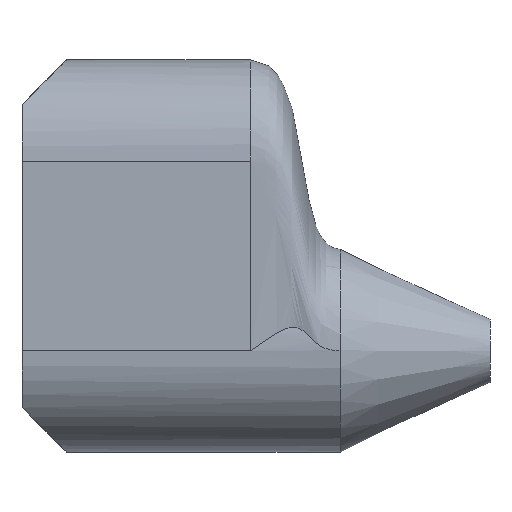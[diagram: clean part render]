
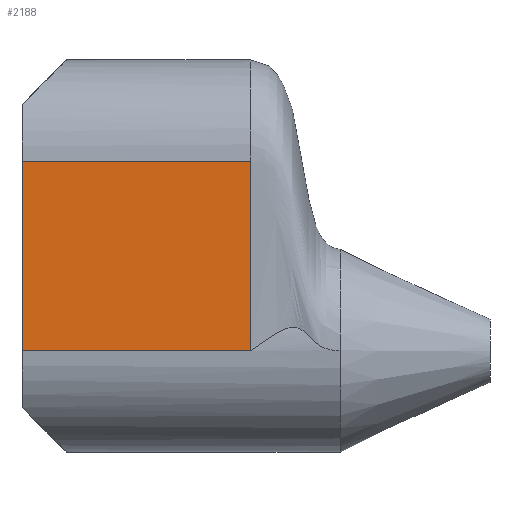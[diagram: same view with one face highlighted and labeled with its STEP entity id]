
A CAD part, front view. The second image highlights one B-rep face of the part: STEP entity #2188.
In plain terms, the highlighted planar face has unit normal (0, -1, 0).
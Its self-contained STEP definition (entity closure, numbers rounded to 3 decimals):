
#89=PLANE('',#2383);
#158=LINE('',#8002,#220);
#160=LINE('',#8724,#222);
#161=LINE('',#8725,#223);
#162=LINE('',#8726,#224);
#220=VECTOR('',#2745,1.);
#222=VECTOR('',#2759,1.);
#223=VECTOR('',#2760,1.);
#224=VECTOR('',#2761,1.);
#378=FACE_OUTER_BOUND('',#513,.T.);
#513=EDGE_LOOP('',(#1941,#1942,#1943,#1944));
#1008=VERTEX_POINT('',#7915);
#1009=VERTEX_POINT('',#8001);
#1012=VERTEX_POINT('',#8722);
#1013=VERTEX_POINT('',#8723);
#1327=EDGE_CURVE('',#1009,#1008,#158,.T.);
#1335=EDGE_CURVE('',#1012,#1013,#160,.T.);
#1336=EDGE_CURVE('',#1009,#1013,#161,.T.);
#1337=EDGE_CURVE('',#1008,#1012,#162,.T.);
#1941=ORIENTED_EDGE('',*,*,#1335,.T.);
#1942=ORIENTED_EDGE('',*,*,#1336,.F.);
#1943=ORIENTED_EDGE('',*,*,#1327,.T.);
#1944=ORIENTED_EDGE('',*,*,#1337,.T.);
#2188=ADVANCED_FACE('',(#378),#89,.T.);
#2383=AXIS2_PLACEMENT_3D('',#8721,#2757,#2758);
#2745=DIRECTION('',(0.,0.,1.));
#2757=DIRECTION('center_axis',(0.,-1.,0.));
#2758=DIRECTION('ref_axis',(0.,0.,1.));
#2759=DIRECTION('',(0.,0.,-1.));
#2760=DIRECTION('',(-1.,0.,0.));
#2761=DIRECTION('',(-1.,0.,0.));
#7915=CARTESIAN_POINT('',(35.048,37.493,0.42));
#8001=CARTESIAN_POINT('',(35.048,37.493,0.));
#8002=CARTESIAN_POINT('',(35.048,37.493,0.));
#8721=CARTESIAN_POINT('Origin',(34.543,37.493,0.42));
#8722=CARTESIAN_POINT('',(34.542,37.493,0.42));
#8723=CARTESIAN_POINT('',(34.542,37.493,0.));
#8724=CARTESIAN_POINT('',(34.542,37.493,0.42));
#8725=CARTESIAN_POINT('',(35.043,37.493,0.));
#8726=CARTESIAN_POINT('',(35.043,37.493,0.42));
